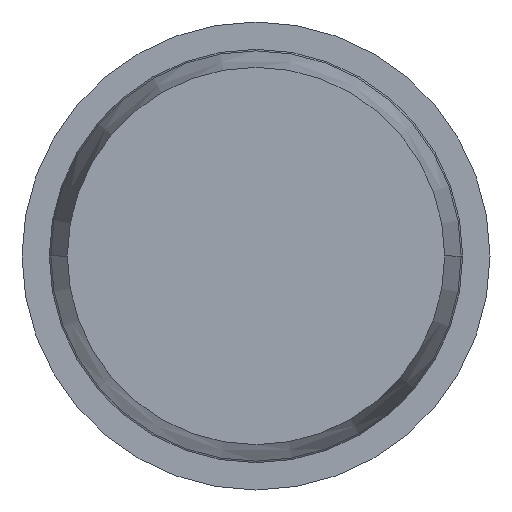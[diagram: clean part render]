
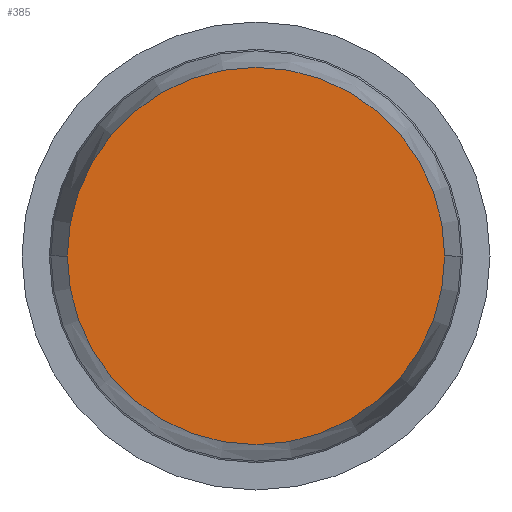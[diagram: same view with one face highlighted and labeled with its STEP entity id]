
A CAD part, front view. The second image highlights one B-rep face of the part: STEP entity #385.
In plain terms, the highlighted planar face has unit normal (0, -1, 0).
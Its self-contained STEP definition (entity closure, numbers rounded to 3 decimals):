
#91 = VERTEX_POINT ( 'NONE', #4612 ) ;
#385 = ADVANCED_FACE ( 'Defeature ausgef�hrt1_2', ( #1457 ), #4718, .T. ) ;
#532 = DIRECTION ( 'NONE',  ( 1., 0., 0. ) ) ;
#637 = AXIS2_PLACEMENT_3D ( 'NONE', #4435, #1501, #532 ) ;
#1130 = CARTESIAN_POINT ( 'NONE',  ( 0., -19., 0. ) ) ;
#1251 = ORIENTED_EDGE ( 'NONE', *, *, #1440, .T. ) ;
#1278 = EDGE_CURVE ( 'Defeature ausgef�hrt1_2+Defeature ausgef�hrt1_11+Defeature ausgef�hrt1_11+Defeature ausgef�hrt1_11', #91, #3295, #2727, .T. ) ;
#1440 = EDGE_CURVE ( 'Defeature ausgef�hrt1_2+Defeature ausgef�hrt1_11+Defeature ausgef�hrt1_11+Defeature ausgef�hrt1_11', #3295, #91, #4008, .T. ) ;
#1457 = FACE_OUTER_BOUND ( 'NONE', #3398, .T. ) ;
#1501 = DIRECTION ( 'NONE',  ( 0., -1., 0. ) ) ;
#1592 = AXIS2_PLACEMENT_3D ( 'NONE', #1130, #3737, #1897 ) ;
#1855 = CARTESIAN_POINT ( 'NONE',  ( 0., -19., 0. ) ) ;
#1897 = DIRECTION ( 'NONE',  ( 1., 0., 0. ) ) ;
#2084 = CARTESIAN_POINT ( 'NONE',  ( 1.209, -19., 0. ) ) ;
#2727 = CIRCLE ( 'NONE', #1592, 1.209 ) ;
#3295 = VERTEX_POINT ( 'NONE', #2084 ) ;
#3398 = EDGE_LOOP ( 'NONE', ( #4415, #1251 ) ) ;
#3634 = AXIS2_PLACEMENT_3D ( 'NONE', #1855, #3710, #4456 ) ;
#3710 = DIRECTION ( 'NONE',  ( 0., -1., 0. ) ) ;
#3737 = DIRECTION ( 'NONE',  ( 0., -1., 0. ) ) ;
#4008 = CIRCLE ( 'NONE', #637, 1.209 ) ;
#4415 = ORIENTED_EDGE ( 'NONE', *, *, #1278, .T. ) ;
#4435 = CARTESIAN_POINT ( 'NONE',  ( 0., -19., 0. ) ) ;
#4456 = DIRECTION ( 'NONE',  ( 1., 0., 0. ) ) ;
#4612 = CARTESIAN_POINT ( 'NONE',  ( -1.209, -19., 0. ) ) ;
#4718 = PLANE ( 'NONE',  #3634 ) ;
